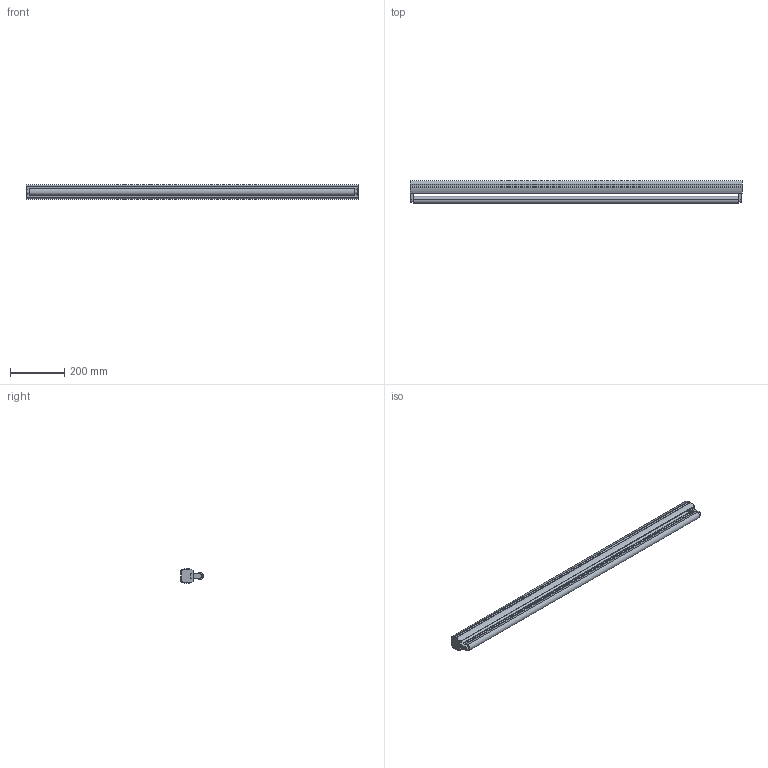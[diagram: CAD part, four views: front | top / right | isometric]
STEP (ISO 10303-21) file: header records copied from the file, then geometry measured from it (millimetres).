
FILE_DESCRIPTION (( 'STEP AP214' ), '1' );
FILE_NAME ('BAT 136 HF E.STEP', '2018-07-25T10:44:28', ( '' ), ( '' ), 'SwSTEP 2.0', 'SolidWorks 2013', '' );
FILE_SCHEMA (( 'AUTOMOTIVE_DESIGN' ));
Length unit declared in the file: millimetre
Products named in the file (1): BAT 136 HF E
Bounding box: 1222 x 84 x 53.17 mm (x, y, z)
Volume: 975629.1 mm3; surface area: 442138.5 mm2
Topology: 1 solids, 1 shells, 44 faces, 121 edges, 78 vertices
Faces by surface type: cylinder 25, plane 19
Entity records: 1453 total; most frequent: DIRECTION 265, CARTESIAN_POINT 244, ORIENTED_EDGE 242, EDGE_CURVE 121, AXIS2_PLACEMENT_3D 99, VERTEX_POINT 78, LINE 67, VECTOR 67
